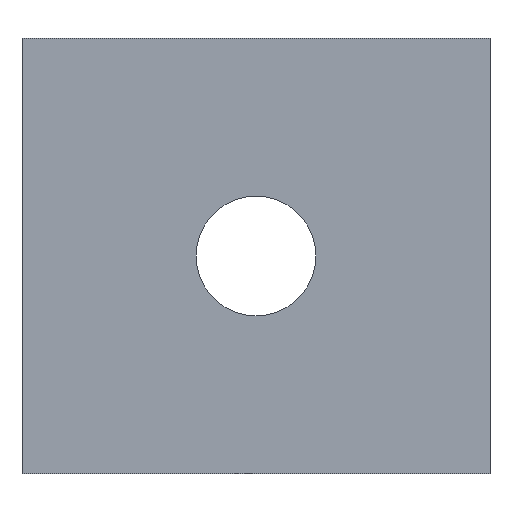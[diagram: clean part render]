
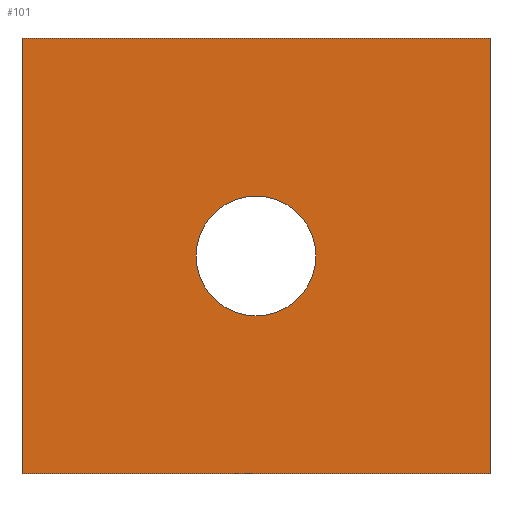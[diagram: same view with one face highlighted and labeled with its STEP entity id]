
A CAD part, front view. The second image highlights one B-rep face of the part: STEP entity #101.
In plain terms, the highlighted planar face has unit normal (0, -1, 0).
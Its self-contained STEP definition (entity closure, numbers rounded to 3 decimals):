
#101 = ADVANCED_FACE( '', ( #181, #182 ), #183, .F. );
#181 = FACE_BOUND( '', #288, .T. );
#182 = FACE_OUTER_BOUND( '', #289, .T. );
#183 = PLANE( '', #290 );
#288 = EDGE_LOOP( '', ( #558 ) );
#289 = EDGE_LOOP( '', ( #559, #560, #561, #562 ) );
#290 = AXIS2_PLACEMENT_3D( '', #563, #564, #565 );
#558 = ORIENTED_EDGE( '', *, *, #797, .T. );
#559 = ORIENTED_EDGE( '', *, *, #859, .T. );
#560 = ORIENTED_EDGE( '', *, *, #869, .T. );
#561 = ORIENTED_EDGE( '', *, *, #856, .F. );
#562 = ORIENTED_EDGE( '', *, *, #791, .F. );
#563 = CARTESIAN_POINT( '', ( -10.75, -12.7, 7.5 ) );
#564 = DIRECTION( '', ( 0., 1., 0. ) );
#565 = DIRECTION( '', ( -1., 0., 0. ) );
#791 = EDGE_CURVE( '', #945, #936, #947, .T. );
#797 = EDGE_CURVE( '', #958, #958, #959, .T. );
#856 = EDGE_CURVE( '', #936, #1059, #1060, .T. );
#859 = EDGE_CURVE( '', #945, #1062, #1064, .T. );
#869 = EDGE_CURVE( '', #1062, #1059, #1080, .T. );
#936 = VERTEX_POINT( '', #1182 );
#945 = VERTEX_POINT( '', #1193 );
#947 = LINE( '', #1196, #1197 );
#958 = VERTEX_POINT( '', #1283 );
#959 = CIRCLE( '', #1284, 2.75 );
#1059 = VERTEX_POINT( '', #1431 );
#1060 = LINE( '', #1432, #1433 );
#1062 = VERTEX_POINT( '', #1436 );
#1064 = LINE( '', #1439, #1440 );
#1080 = LINE( '', #1463, #1464 );
#1182 = CARTESIAN_POINT( '', ( 10.75, -12.7, 10. ) );
#1193 = CARTESIAN_POINT( '', ( -10.75, -12.7, 10. ) );
#1196 = CARTESIAN_POINT( '', ( -10.75, -12.7, 10. ) );
#1197 = VECTOR( '', #1598, 1000. );
#1283 = CARTESIAN_POINT( '', ( 2.75, -12.7, 0. ) );
#1284 = AXIS2_PLACEMENT_3D( '', #1607, #1608, #1609 );
#1431 = CARTESIAN_POINT( '', ( 10.75, -12.7, -10. ) );
#1432 = CARTESIAN_POINT( '', ( 10.75, -12.7, 7.5 ) );
#1433 = VECTOR( '', #1690, 1000. );
#1436 = CARTESIAN_POINT( '', ( -10.75, -12.7, -10. ) );
#1439 = CARTESIAN_POINT( '', ( -10.75, -12.7, 7.5 ) );
#1440 = VECTOR( '', #1693, 1000. );
#1463 = CARTESIAN_POINT( '', ( -10.75, -12.7, -10. ) );
#1464 = VECTOR( '', #1707, 1000. );
#1598 = DIRECTION( '', ( 1., 0., 0. ) );
#1607 = CARTESIAN_POINT( '', ( 0., -12.7, 0. ) );
#1608 = DIRECTION( '', ( 0., 1., 0. ) );
#1609 = DIRECTION( '', ( 1., 0., 0. ) );
#1690 = DIRECTION( '', ( 0., 0., -1. ) );
#1693 = DIRECTION( '', ( 0., 0., -1. ) );
#1707 = DIRECTION( '', ( 1., 0., 0. ) );
